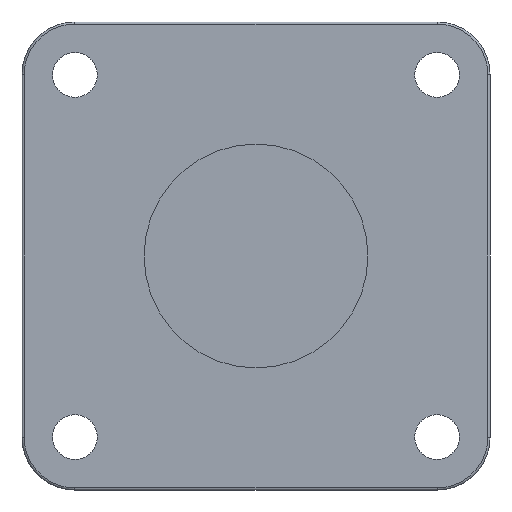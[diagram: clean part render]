
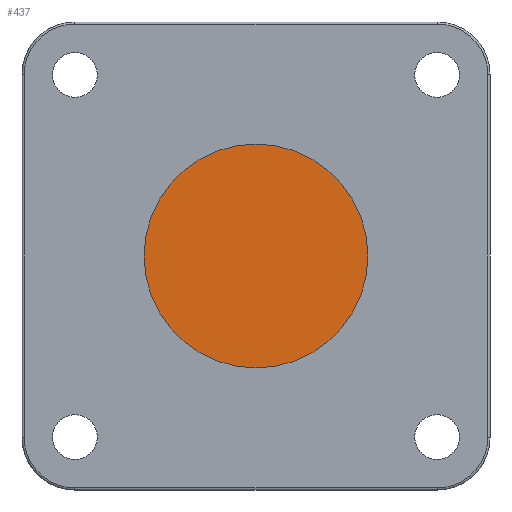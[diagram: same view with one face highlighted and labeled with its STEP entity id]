
A CAD part, front view. The second image highlights one B-rep face of the part: STEP entity #437.
In plain terms, the highlighted planar face has unit normal (0, -1, 0).
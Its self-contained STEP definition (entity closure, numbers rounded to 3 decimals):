
#149 = DIRECTION ( 'NONE',  ( 0., 0., -1. ) ) ;
#152 = EDGE_CURVE ( 'NONE', #2506, #2849, #635, .T. ) ;
#257 = CIRCLE ( 'NONE', #1984, 27.5 ) ;
#362 = DIRECTION ( 'NONE',  ( 0., 0., -1. ) ) ;
#437 = ADVANCED_FACE ( 'NONE', ( #2315 ), #2539, .T. ) ;
#532 = DIRECTION ( 'NONE',  ( 0., -1., 0. ) ) ;
#632 = AXIS2_PLACEMENT_3D ( 'NONE', #1832, #532, #1822 ) ;
#635 = CIRCLE ( 'NONE', #632, 27.5 ) ;
#1056 = DIRECTION ( 'NONE',  ( 0., -1., 0. ) ) ;
#1684 = CARTESIAN_POINT ( 'NONE',  ( 0., 5., 0. ) ) ;
#1822 = DIRECTION ( 'NONE',  ( 0., 0., -1. ) ) ;
#1832 = CARTESIAN_POINT ( 'NONE',  ( 0., 5., 0. ) ) ;
#1984 = AXIS2_PLACEMENT_3D ( 'NONE', #2511, #2222, #362 ) ;
#2091 = CARTESIAN_POINT ( 'NONE',  ( 0., 5., 27.5 ) ) ;
#2121 = CARTESIAN_POINT ( 'NONE',  ( 0., 5., -27.5 ) ) ;
#2222 = DIRECTION ( 'NONE',  ( 0., -1., 0. ) ) ;
#2271 = ORIENTED_EDGE ( 'NONE', *, *, #3430, .T. ) ;
#2315 = FACE_OUTER_BOUND ( 'NONE', #3407, .T. ) ;
#2506 = VERTEX_POINT ( 'NONE', #2121 ) ;
#2511 = CARTESIAN_POINT ( 'NONE',  ( 0., 5., 0. ) ) ;
#2539 = PLANE ( 'NONE',  #3274 ) ;
#2849 = VERTEX_POINT ( 'NONE', #2091 ) ;
#3274 = AXIS2_PLACEMENT_3D ( 'NONE', #1684, #1056, #149 ) ;
#3407 = EDGE_LOOP ( 'NONE', ( #3694, #2271 ) ) ;
#3430 = EDGE_CURVE ( 'NONE', #2849, #2506, #257, .T. ) ;
#3694 = ORIENTED_EDGE ( 'NONE', *, *, #152, .T. ) ;
